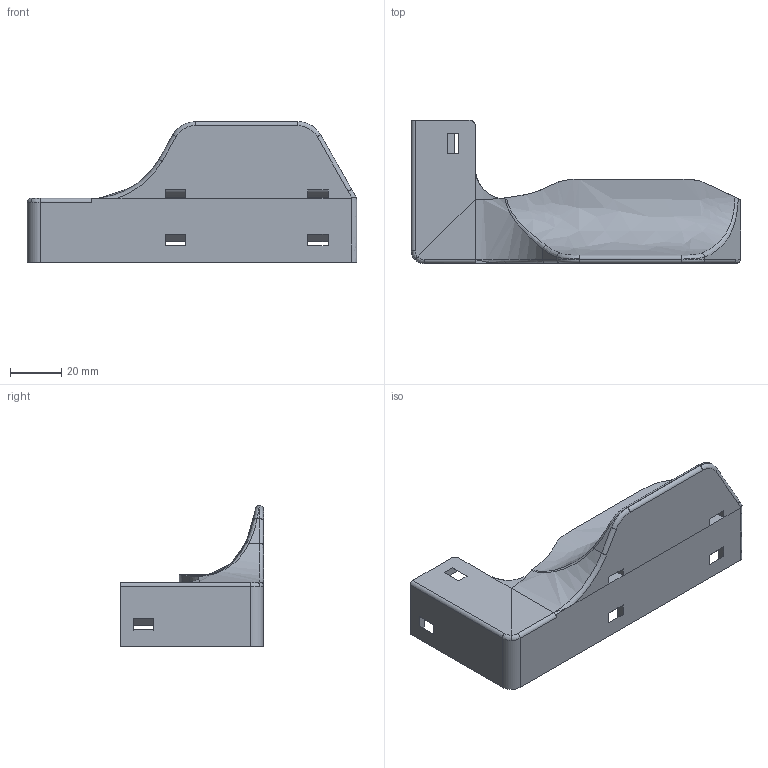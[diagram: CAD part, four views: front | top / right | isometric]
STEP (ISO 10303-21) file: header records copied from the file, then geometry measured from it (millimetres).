
FILE_DESCRIPTION(/* description */ (''),/* implementation_level */ '2;1');
FILE_NAME(/* name */ '200325~1',/* time_stamp */ '2020-04-02T14:52:03+01:00',/* author */ (''),/* organization */ (''),/* preprocessor_version */ 'ST-DEVELOPER v16.5',/* originating_system */ '',/* authorisation */ '');
FILE_SCHEMA (('AUTOMOTIVE_DESIGN'));
Length unit declared in the file: millimetre
Products named in the file (1): Document
Bounding box: 129 x 56 x 55 mm (x, y, z)
Surface area: 22159.8 mm2 (no closed solid volume)
Topology: 0 solids, 1 shells, 98 faces, 256 edges, 157 vertices
Faces by surface type: plane 50, bspline 48
Entity records: 3293 total; most frequent: CARTESIAN_POINT 1728, ORIENTED_EDGE 509, EDGE_CURVE 257, VERTEX_POINT 157, B_SPLINE_CURVE_WITH_KNOTS 143, EDGE_LOOP 108, ADVANCED_FACE 98, FACE_OUTER_BOUND 98
